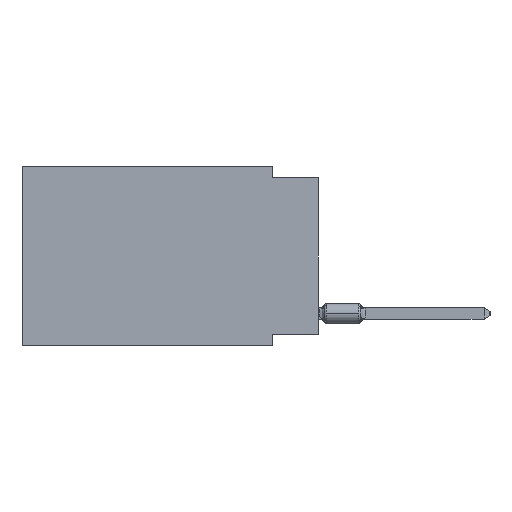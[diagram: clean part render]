
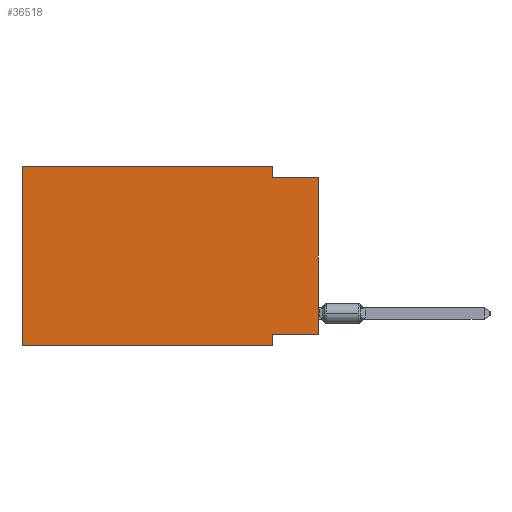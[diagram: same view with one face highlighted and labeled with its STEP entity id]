
A CAD part, left-side view. The second image highlights one B-rep face of the part: STEP entity #36518.
In plain terms, the highlighted planar face has unit normal (-1, 0, 0).
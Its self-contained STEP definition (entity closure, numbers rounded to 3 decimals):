
#287 = CARTESIAN_POINT ( 'NONE',  ( 0., 0., -9.271 ) ) ;
#352 = EDGE_CURVE ( 'NONE', #37808, #9076, #42356, .T. ) ;
#700 = VERTEX_POINT ( 'NONE', #10976 ) ;
#789 = VECTOR ( 'NONE', #1003, 1000. ) ;
#1003 = DIRECTION ( 'NONE',  ( 0., -1., 0. ) ) ;
#1743 = EDGE_CURVE ( 'NONE', #10382, #37808, #28620, .T. ) ;
#2971 = CARTESIAN_POINT ( 'NONE',  ( 0., 0., 0. ) ) ;
#3496 = CARTESIAN_POINT ( 'NONE',  ( 0., 16.383, 0. ) ) ;
#4200 = VECTOR ( 'NONE', #21588, 1000. ) ;
#5288 = ORIENTED_EDGE ( 'NONE', *, *, #11640, .F. ) ;
#6715 = VERTEX_POINT ( 'NONE', #20725 ) ;
#8555 = DIRECTION ( 'NONE',  ( 0., -1., 0. ) ) ;
#8875 = LINE ( 'NONE', #19671, #44934 ) ;
#9053 = CARTESIAN_POINT ( 'NONE',  ( 0., 16.383, 0. ) ) ;
#9076 = VERTEX_POINT ( 'NONE', #40241 ) ;
#10345 = EDGE_CURVE ( 'NONE', #31541, #6715, #8875, .T. ) ;
#10382 = VERTEX_POINT ( 'NONE', #32127 ) ;
#10976 = CARTESIAN_POINT ( 'NONE',  ( 0., 2.54, -9.906 ) ) ;
#11640 = EDGE_CURVE ( 'NONE', #6715, #700, #45861, .T. ) ;
#12328 = CARTESIAN_POINT ( 'NONE',  ( 0., 2.54, -9.906 ) ) ;
#15015 = DIRECTION ( 'NONE',  ( 0., 0., -1. ) ) ;
#15855 = ORIENTED_EDGE ( 'NONE', *, *, #31079, .F. ) ;
#16173 = CARTESIAN_POINT ( 'NONE',  ( 0., 0., -0.635 ) ) ;
#16181 = CARTESIAN_POINT ( 'NONE',  ( 0., 2.54, 0. ) ) ;
#17259 = ORIENTED_EDGE ( 'NONE', *, *, #10345, .F. ) ;
#19399 = ORIENTED_EDGE ( 'NONE', *, *, #21806, .F. ) ;
#19671 = CARTESIAN_POINT ( 'NONE',  ( 0., 0., -9.271 ) ) ;
#19836 = CARTESIAN_POINT ( 'NONE',  ( 0., 16.383, -9.906 ) ) ;
#20725 = CARTESIAN_POINT ( 'NONE',  ( 0., 2.54, -9.271 ) ) ;
#21401 = ORIENTED_EDGE ( 'NONE', *, *, #29958, .T. ) ;
#21543 = VECTOR ( 'NONE', #27271, 1000. ) ;
#21588 = DIRECTION ( 'NONE',  ( 0., 0., 1. ) ) ;
#21806 = EDGE_CURVE ( 'NONE', #9076, #27027, #31803, .T. ) ;
#22124 = PLANE ( 'NONE',  #32372 ) ;
#22288 = ORIENTED_EDGE ( 'NONE', *, *, #1743, .F. ) ;
#24093 = CARTESIAN_POINT ( 'NONE',  ( 0., 0., -0.635 ) ) ;
#26034 = FACE_OUTER_BOUND ( 'NONE', #29498, .T. ) ;
#26185 = VERTEX_POINT ( 'NONE', #41958 ) ;
#26507 = DIRECTION ( 'NONE',  ( 0., 0., 1. ) ) ;
#27027 = VERTEX_POINT ( 'NONE', #24093 ) ;
#27271 = DIRECTION ( 'NONE',  ( 0., 0., -1. ) ) ;
#28620 = LINE ( 'NONE', #9053, #30533 ) ;
#29443 = VECTOR ( 'NONE', #46025, 1000. ) ;
#29498 = EDGE_LOOP ( 'NONE', ( #21401, #19399, #30270, #22288, #15855, #44730, #5288, #17259 ) ) ;
#29958 = EDGE_CURVE ( 'NONE', #31541, #27027, #36755, .T. ) ;
#30270 = ORIENTED_EDGE ( 'NONE', *, *, #352, .F. ) ;
#30533 = VECTOR ( 'NONE', #39639, 1000. ) ;
#31079 = EDGE_CURVE ( 'NONE', #26185, #10382, #46074, .T. ) ;
#31541 = VERTEX_POINT ( 'NONE', #287 ) ;
#31803 = LINE ( 'NONE', #16173, #45111 ) ;
#32127 = CARTESIAN_POINT ( 'NONE',  ( 0., 16.383, 0. ) ) ;
#32372 = AXIS2_PLACEMENT_3D ( 'NONE', #3496, #48053, #15015 ) ;
#34592 = DIRECTION ( 'NONE',  ( 0., 1., 0. ) ) ;
#36518 = ADVANCED_FACE ( 'NONE', ( #26034 ), #22124, .F. ) ;
#36755 = LINE ( 'NONE', #2971, #4200 ) ;
#37808 = VERTEX_POINT ( 'NONE', #40058 ) ;
#38191 = LINE ( 'NONE', #19836, #789 ) ;
#39639 = DIRECTION ( 'NONE',  ( 0., -1., 0. ) ) ;
#40058 = CARTESIAN_POINT ( 'NONE',  ( 0., 2.54, 0. ) ) ;
#40241 = CARTESIAN_POINT ( 'NONE',  ( 0., 2.54, -0.635 ) ) ;
#41958 = CARTESIAN_POINT ( 'NONE',  ( 0., 16.383, -9.906 ) ) ;
#42356 = LINE ( 'NONE', #16181, #29443 ) ;
#42469 = VECTOR ( 'NONE', #26507, 1000. ) ;
#44730 = ORIENTED_EDGE ( 'NONE', *, *, #46813, .T. ) ;
#44934 = VECTOR ( 'NONE', #34592, 1000. ) ;
#45108 = CARTESIAN_POINT ( 'NONE',  ( 0., 16.383, 0. ) ) ;
#45111 = VECTOR ( 'NONE', #8555, 1000. ) ;
#45861 = LINE ( 'NONE', #12328, #21543 ) ;
#46025 = DIRECTION ( 'NONE',  ( 0., 0., -1. ) ) ;
#46074 = LINE ( 'NONE', #45108, #42469 ) ;
#46813 = EDGE_CURVE ( 'NONE', #26185, #700, #38191, .T. ) ;
#48053 = DIRECTION ( 'NONE',  ( 1., 0., 0. ) ) ;
